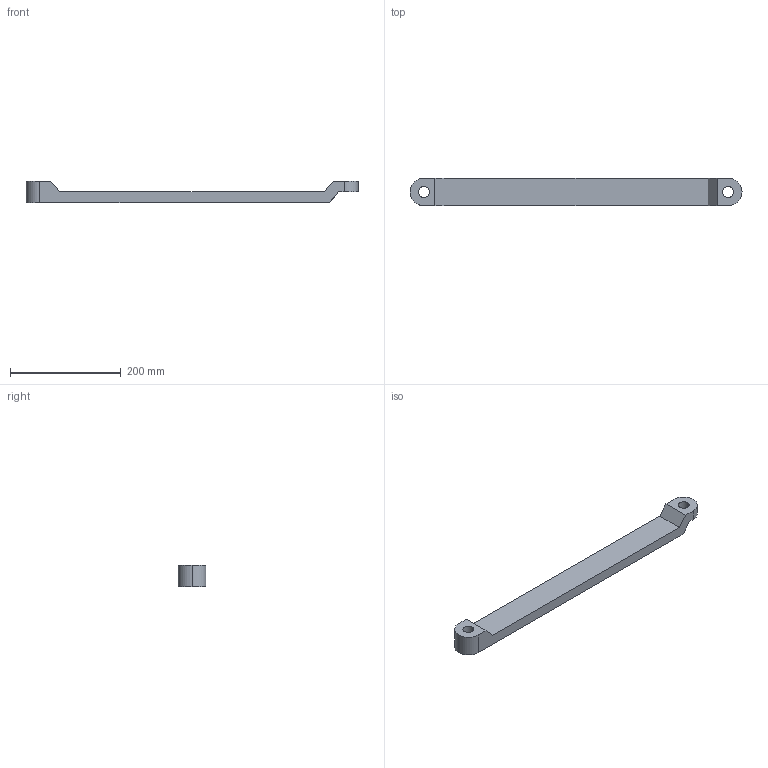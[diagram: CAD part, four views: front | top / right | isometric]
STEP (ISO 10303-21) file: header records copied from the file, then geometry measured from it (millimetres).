
FILE_DESCRIPTION (( 'STEP AP203' ), '1' );
FILE_NAME ('Link B1_Default_sldprt.STEP', '2023-05-25T09:14:12', ( '' ), ( '' ), 'SwSTEP 2.0', 'SolidWorks 2020', '' );
FILE_SCHEMA (( 'CONFIG_CONTROL_DESIGN' ));
Length unit declared in the file: millimetre
Products named in the file (1): Link B1_Default_sldprt
Bounding box: 600 x 50 x 39 mm (x, y, z)
Volume: 623640.1 mm3; surface area: 90619.3 mm2
Topology: 1 solids, 1 shells, 17 faces, 48 edges, 32 vertices
Faces by surface type: plane 10, cylinder 7
Entity records: 641 total; most frequent: CARTESIAN_POINT 104, DIRECTION 96, ORIENTED_EDGE 96, EDGE_CURVE 48, LINE 32, VECTOR 32, AXIS2_PLACEMENT_3D 32, VERTEX_POINT 32
